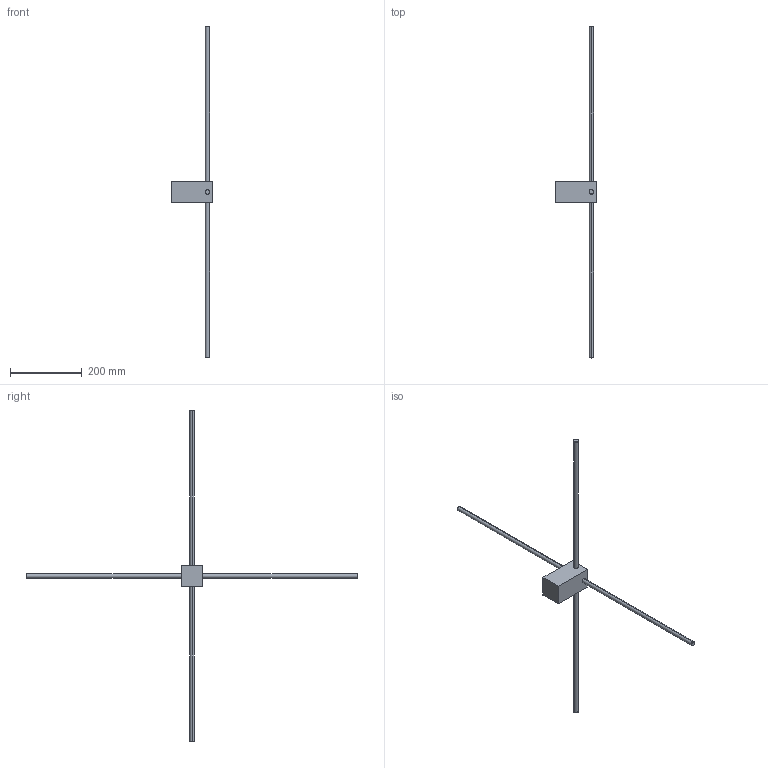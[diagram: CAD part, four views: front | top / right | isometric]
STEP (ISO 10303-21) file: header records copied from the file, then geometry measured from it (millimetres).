
FILE_DESCRIPTION (( 'STEP AP214' ), '1' );
FILE_NAME ('LWA393.STEP', '2021-12-01T08:47:36', ( 'GH' ), ( 'Microsoft' ), 'SwSTEP 2.0', 'SolidWorks 2013', '' );
FILE_SCHEMA (( 'AUTOMOTIVE_DESIGN' ));
Length unit declared in the file: millimetre
Products named in the file (1): LWA393
Bounding box: 115 x 924 x 924 mm (x, y, z)
Volume: 626057.5 mm3; surface area: 103640.1 mm2
Topology: 5 solids, 5 shells, 34 faces, 60 edges, 40 vertices
Faces by surface type: plane 18, cylinder 16
Entity records: 1280 total; most frequent: DIRECTION 162, CARTESIAN_POINT 135, ORIENTED_EDGE 120, AXIS2_PLACEMENT_3D 67, EDGE_CURVE 60, UNCERTAINTY_MEASURE_WITH_UNIT 41, SURFACE_STYLE_FILL_AREA 40, PRESENTATION_STYLE_ASSIGNMENT 40
